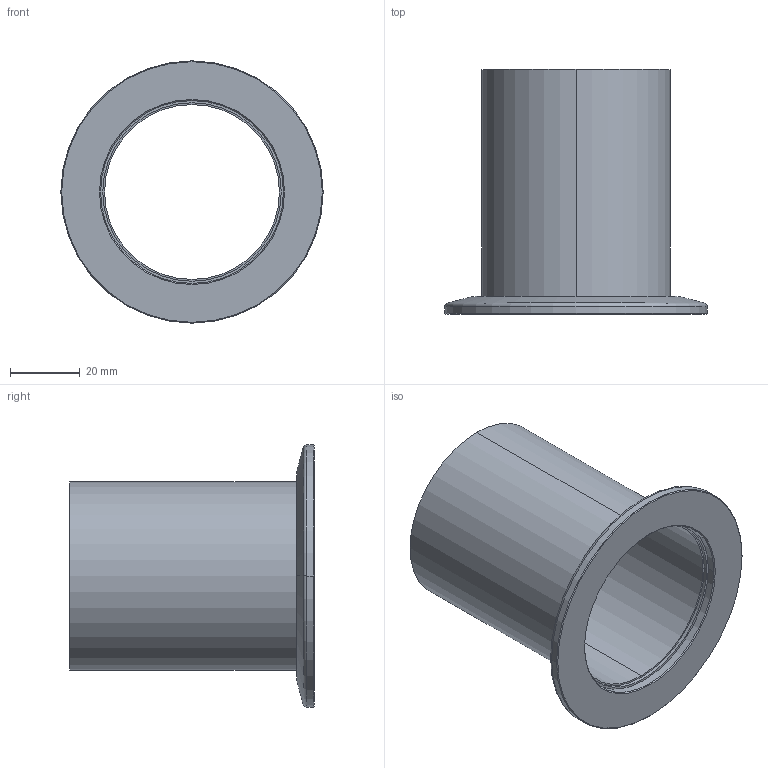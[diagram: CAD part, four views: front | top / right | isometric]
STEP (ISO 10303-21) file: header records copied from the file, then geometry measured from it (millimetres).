
FILE_DESCRIPTION (( 'STEP AP214' ), '1' );
FILE_NAME ('Hositrad_KO50-54.STEP', '2016-10-06T09:36:34', ( '' ), ( '' ), 'SwSTEP 2.0', 'SolidWorks 2016', '' );
FILE_SCHEMA (( 'AUTOMOTIVE_DESIGN' ));
Length unit declared in the file: millimetre
Products named in the file (3): Tube 54-All_Tube 54-L66,5; KF50WS_KF50-54; Hositrad_KO50-54
Assembly tree (2 placements, depth 2):
  Hositrad_KO50-54
    KF50WS_KF50-54
    Tube 54-All_Tube 54-L66,5
Bounding box: 75 x 70 x 75 mm (x, y, z)
Volume: 31294.5 mm3; surface area: 28623 mm2
Topology: 2 solids, 2 shells, 26 faces, 52 edges, 32 vertices
Faces by surface type: cylinder 12, cone 6, plane 6, torus 2
Entity records: 804 total; most frequent: DIRECTION 148, CARTESIAN_POINT 115, ORIENTED_EDGE 104, AXIS2_PLACEMENT_3D 65, EDGE_CURVE 52, CIRCLE 34, VERTEX_POINT 32, EDGE_LOOP 32
